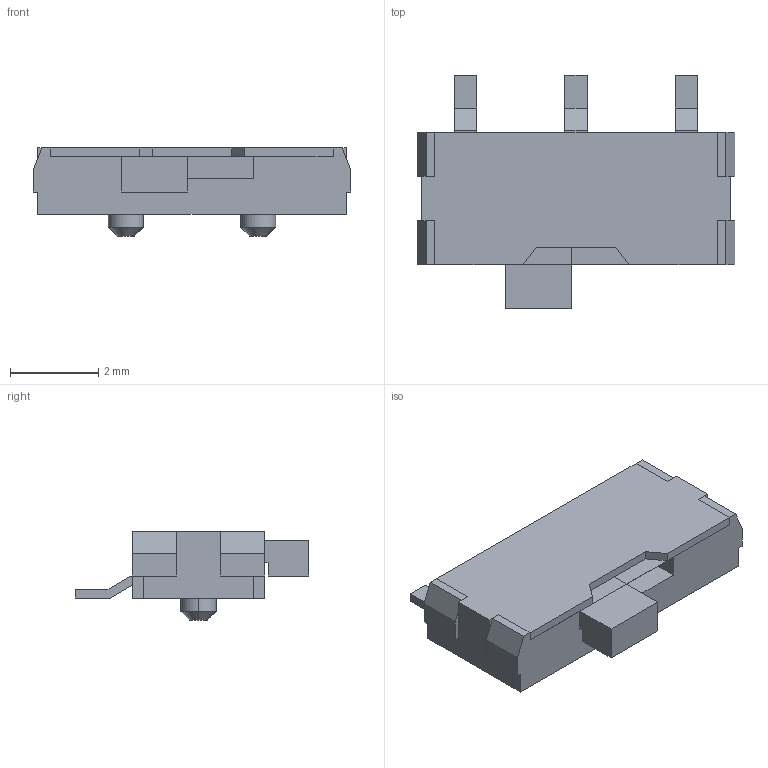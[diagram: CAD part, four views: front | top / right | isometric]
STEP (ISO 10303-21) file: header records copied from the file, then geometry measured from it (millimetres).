
FILE_DESCRIPTION (( 'STEP AP214' ), '1' );
FILE_NAME ('AYZ0102AGRLC.STEP', '2022-03-18T09:48:19', ( '' ), ( '' ), 'SwSTEP 2.0', 'SolidWorks 2018', '' );
FILE_SCHEMA (( 'AUTOMOTIVE_DESIGN' ));
Length unit declared in the file: millimetre
Products named in the file (1): AYZ0102AGRLC
Bounding box: 7.2 x 5.3 x 2 mm (x, y, z)
Volume: 33.2 mm3; surface area: 87.8 mm2
Topology: 1 solids, 1 shells, 115 faces, 297 edges, 189 vertices
Faces by surface type: plane 107, cone 4, cylinder 4
Entity records: 3870 total; most frequent: CARTESIAN_POINT 602, ORIENTED_EDGE 594, DIRECTION 541, EDGE_CURVE 297, VECTOR 285, LINE 285, VERTEX_POINT 189, AXIS2_PLACEMENT_3D 128
